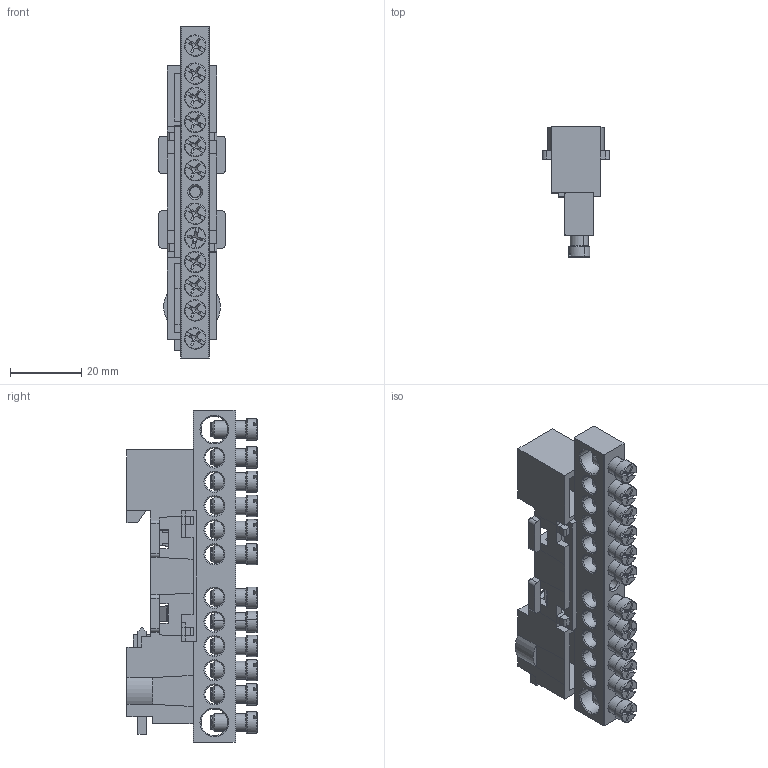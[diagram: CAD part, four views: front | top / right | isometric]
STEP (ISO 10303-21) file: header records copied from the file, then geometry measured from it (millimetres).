
FILE_DESCRIPTION (( 'STEP AP214' ), '1' );
FILE_NAME ('KSN-8 8õ12-12.STEP', '2023-11-22T08:30:49', ( '' ), ( '' ), 'SwSTEP 2.0', 'SolidWorks 2022', '' );
FILE_SCHEMA (( 'AUTOMOTIVE_DESIGN' ));
Length unit declared in the file: millimetre
Products named in the file (8): Подставка универсалM1_Каталог_2016_100А; защелка UH_каталог; SHBT-01 02 8х12; Винт М4х8; UHBT-4-8x12.12.01; Винт М5х10_20140212; UHBT-4-8x12.12.00; KSN-8 8х12-12
Assembly tree (18 placements, depth 3):
  KSN-8 8х12-12
    Подставка универсалM1_Каталог_2016_100А
    защелка UH_каталог
    SHBT-01 02 8х12
    Винт М4х8
    UHBT-4-8x12.12.00
      UHBT-4-8x12.12.01
      Винт М5х10_20140212  x12
Bounding box: 18.8 x 36.6 x 93.4 mm (x, y, z)
Volume: 17775.9 mm3; surface area: 19307.4 mm2
Topology: 17 solids, 17 shells, 1108 faces, 3060 edges, 1957 vertices
Faces by surface type: plane 615, cone 193, cylinder 186, torus 112, bspline 2
Entity records: 19585 total; most frequent: CARTESIAN_POINT 4221, ORIENTED_EDGE 3168, DIRECTION 2945, EDGE_CURVE 1584, VECTOR 1085, LINE 1085, VERTEX_POINT 1022, AXIS2_PLACEMENT_3D 930
